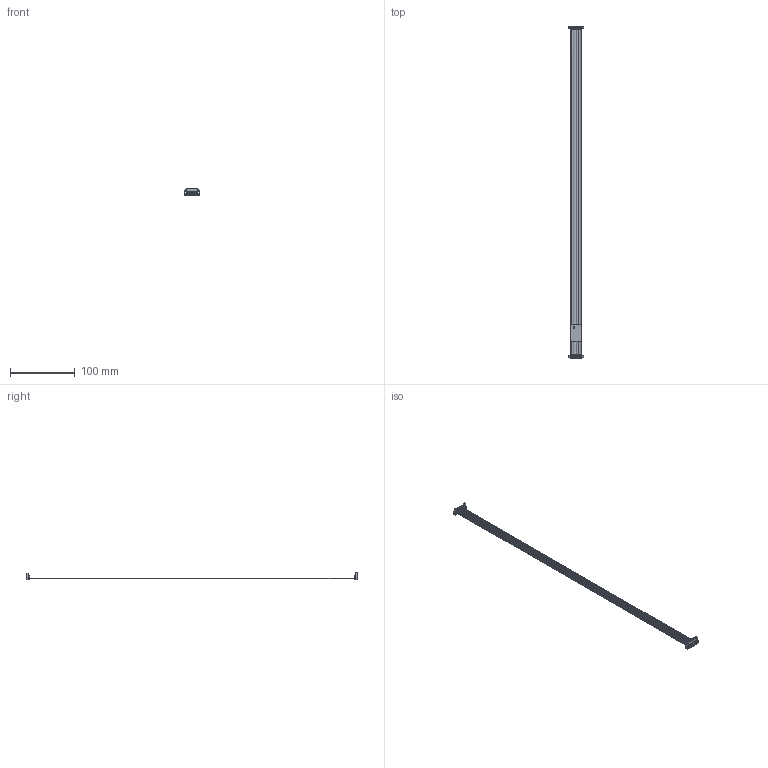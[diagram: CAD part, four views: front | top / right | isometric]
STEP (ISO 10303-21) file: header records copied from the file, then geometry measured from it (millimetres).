
FILE_DESCRIPTION(('CATIA V5 STEP Exchange','CAx-IF Rec.Pracs.--- Model Styling and Organization---1.4--- 2014-01-23'),'2;1');
FILE_NAME ('D1529036_0_2827080000_2827080000.stp','2022-04-28T13:33:26+00:00',('none'),('Weidmueller'),'CATIA Version 5-6 Release 2016 SP3 HF44','CATIA V5 STEP AP214','none');
FILE_SCHEMA(('AUTOMOTIVE_DESIGN { 1 0 10303 214 1 1 1 1 }'));
Products named in the file (1): 2827080000
Bounding box: 24.29 x 511.2 x 12.2 mm (x, y, z)
Volume: 5132.4 mm3; surface area: 39988.7 mm2
Topology: 30 solids, 30 shells, 2703 faces, 7474 edges, 4970 vertices
Faces by surface type: plane 1997, cylinder 490, extrusion 176, cone 40
Entity records: 88981 total; most frequent: CARTESIAN_POINT 20885, ORIENTED_EDGE 14948, DIRECTION 11879, EDGE_CURVE 7474, VECTOR 6228, LINE 6052, VERTEX_POINT 4970, EDGE_LOOP 3140
